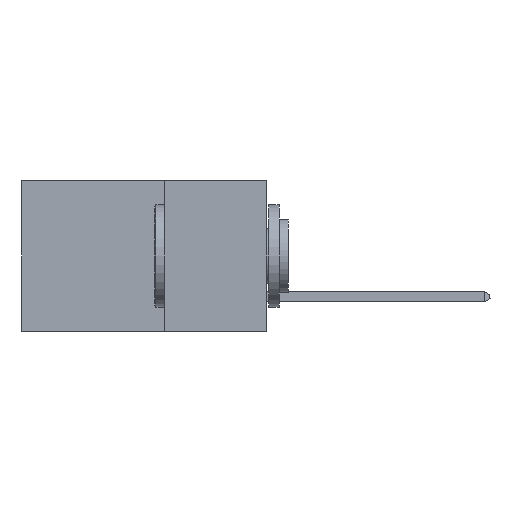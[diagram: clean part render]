
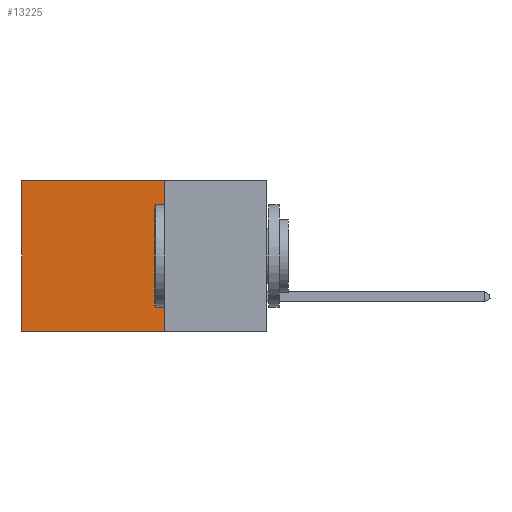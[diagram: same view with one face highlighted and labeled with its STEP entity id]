
A CAD part, left-side view. The second image highlights one B-rep face of the part: STEP entity #13225.
In plain terms, the highlighted planar face has unit normal (-1, 0, 0).
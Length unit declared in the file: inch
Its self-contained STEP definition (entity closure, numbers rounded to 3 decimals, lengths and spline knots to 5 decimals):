
#900 = ORIENTED_EDGE ( 'NONE', *, *, #8096, .F. ) ;
#1220 = VERTEX_POINT ( 'NONE', #7619 ) ;
#1522 = CARTESIAN_POINT ( 'NONE',  ( 0.2875, 0.6, 0. ) ) ;
#1875 = CARTESIAN_POINT ( 'NONE',  ( 0.2875, 0.6, -0.37 ) ) ;
#2654 = LINE ( 'NONE', #20808, #23379 ) ;
#3650 = EDGE_LOOP ( 'NONE', ( #11499, #900, #24510, #8521 ) ) ;
#3908 = AXIS2_PLACEMENT_3D ( 'NONE', #21650, #12060, #17884 ) ;
#4068 = DIRECTION ( 'NONE',  ( 0., 0., -1. ) ) ;
#4410 = DIRECTION ( 'NONE',  ( 0., 1., 0. ) ) ;
#5225 = CARTESIAN_POINT ( 'NONE',  ( 0.2875, 0.25, 0. ) ) ;
#5568 = CARTESIAN_POINT ( 'NONE',  ( 0.2875, 0.25, 0. ) ) ;
#6260 = PLANE ( 'NONE',  #3908 ) ;
#6651 = LINE ( 'NONE', #21595, #15095 ) ;
#7619 = CARTESIAN_POINT ( 'NONE',  ( 0.2875, 0.25, -0.37 ) ) ;
#8096 = EDGE_CURVE ( 'NONE', #1220, #18645, #20221, .T. ) ;
#8521 = ORIENTED_EDGE ( 'NONE', *, *, #15251, .T. ) ;
#10844 = VERTEX_POINT ( 'NONE', #1522 ) ;
#11210 = VECTOR ( 'NONE', #4410, 39.37008 ) ;
#11499 = ORIENTED_EDGE ( 'NONE', *, *, #20197, .T. ) ;
#12060 = DIRECTION ( 'NONE',  ( 1., 0., 0. ) ) ;
#13225 = ADVANCED_FACE ( 'NONE', ( #19371 ), #6260, .F. ) ;
#15095 = VECTOR ( 'NONE', #24113, 39.37008 ) ;
#15251 = EDGE_CURVE ( 'NONE', #21709, #10844, #6651, .T. ) ;
#16295 = CARTESIAN_POINT ( 'NONE',  ( 0.2875, 0.25, -0.37 ) ) ;
#17186 = DIRECTION ( 'NONE',  ( 0., 0., -1. ) ) ;
#17318 = EDGE_CURVE ( 'NONE', #21709, #1220, #20981, .T. ) ;
#17884 = DIRECTION ( 'NONE',  ( 0., 0., -1. ) ) ;
#18645 = VERTEX_POINT ( 'NONE', #1875 ) ;
#19371 = FACE_OUTER_BOUND ( 'NONE', #3650, .T. ) ;
#20197 = EDGE_CURVE ( 'NONE', #10844, #18645, #2654, .T. ) ;
#20221 = LINE ( 'NONE', #16295, #11210 ) ;
#20808 = CARTESIAN_POINT ( 'NONE',  ( 0.2875, 0.6, 0. ) ) ;
#20981 = LINE ( 'NONE', #5568, #23637 ) ;
#21595 = CARTESIAN_POINT ( 'NONE',  ( 0.2875, 0.25, 0. ) ) ;
#21650 = CARTESIAN_POINT ( 'NONE',  ( 0.2875, 0.25, 0. ) ) ;
#21709 = VERTEX_POINT ( 'NONE', #5225 ) ;
#23379 = VECTOR ( 'NONE', #4068, 39.37008 ) ;
#23637 = VECTOR ( 'NONE', #17186, 39.37008 ) ;
#24113 = DIRECTION ( 'NONE',  ( 0., 1., 0. ) ) ;
#24510 = ORIENTED_EDGE ( 'NONE', *, *, #17318, .F. ) ;
